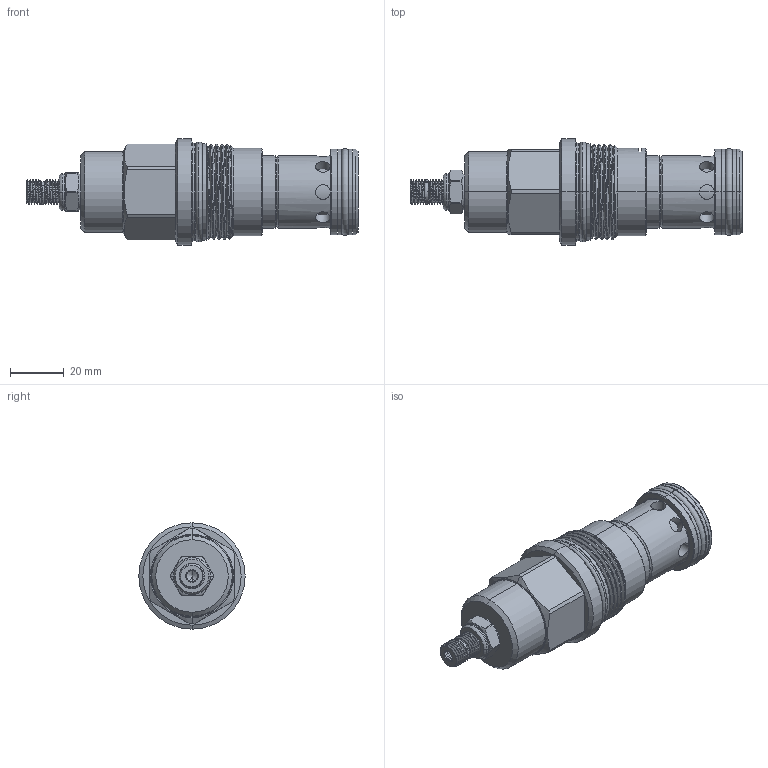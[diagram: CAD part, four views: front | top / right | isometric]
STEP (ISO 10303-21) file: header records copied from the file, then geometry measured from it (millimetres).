
FILE_DESCRIPTION (( 'STEP AP203' ), '1' );
FILE_NAME ('FR16A2F-L.STEP', '2020-03-19T08:40:43', ( '' ), ( '' ), 'SwSTEP 2.0', 'SolidWorks 2018', '' );
FILE_SCHEMA (( 'CONFIG_CONTROL_DESIGN' ));
Length unit declared in the file: millimetre
Products named in the file (1): FR16A2F-L
Bounding box: 123.84 x 39.67 x 39.67 mm (x, y, z)
Volume: 81689 mm3; surface area: 18833.4 mm2
Topology: 3 solids, 3 shells, 267 faces, 634 edges, 395 vertices
Faces by surface type: cylinder 117, plane 56, torus 51, cone 34, bspline 9
Entity records: 15658 total; most frequent: CARTESIAN_POINT 9641, ORIENTED_EDGE 1260, DIRECTION 1246, EDGE_CURVE 630, AXIS2_PLACEMENT_3D 522, VERTEX_POINT 395, EDGE_LOOP 295, ADVANCED_FACE 267
